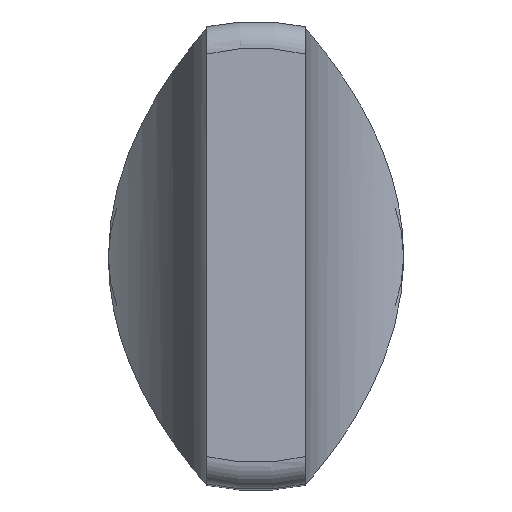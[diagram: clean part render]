
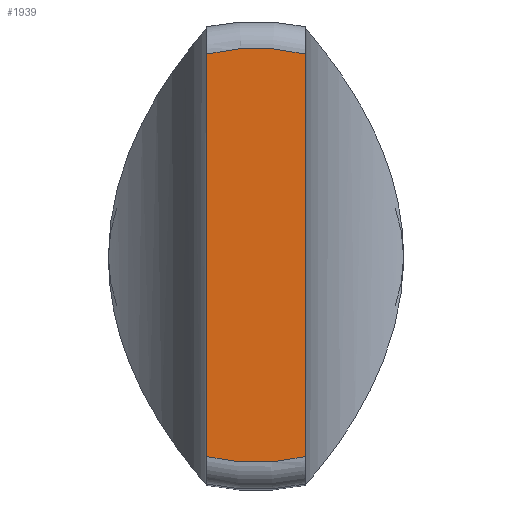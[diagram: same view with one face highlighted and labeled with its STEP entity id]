
A CAD part, top view. The second image highlights one B-rep face of the part: STEP entity #1939.
In plain terms, the highlighted planar face has unit normal (0, 0, 1).
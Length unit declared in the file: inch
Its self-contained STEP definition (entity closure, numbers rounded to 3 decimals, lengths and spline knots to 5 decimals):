
#29 = VERTEX_POINT ( 'NONE', #2829 ) ;
#106 = CARTESIAN_POINT ( 'NONE',  ( 0.023, -0.09411, 0.1875 ) ) ;
#170 = DIRECTION ( 'NONE',  ( 1., 0., 0. ) ) ;
#186 = LINE ( 'NONE', #2128, #1622 ) ;
#249 = AXIS2_PLACEMENT_3D ( 'NONE', #822, #602, #2607 ) ;
#300 = CIRCLE ( 'NONE', #1752, 0.09687 ) ;
#337 = DIRECTION ( 'NONE',  ( 0., -1., 0. ) ) ;
#384 = EDGE_CURVE ( 'NONE', #1259, #1715, #2525, .T. ) ;
#488 = EDGE_CURVE ( 'NONE', #29, #2424, #300, .T. ) ;
#541 = CARTESIAN_POINT ( 'NONE',  ( 0.023, 0.09411, 0.1875 ) ) ;
#573 = CARTESIAN_POINT ( 'NONE',  ( -0.023, 0.09687, 0.1875 ) ) ;
#602 = DIRECTION ( 'NONE',  ( 0., 0., -1. ) ) ;
#667 = DIRECTION ( 'NONE',  ( 0., 0., 1. ) ) ;
#680 = CARTESIAN_POINT ( 'NONE',  ( 0., 0., 0.1875 ) ) ;
#822 = CARTESIAN_POINT ( 'NONE',  ( 0., 0.09687, 0.1875 ) ) ;
#903 = CARTESIAN_POINT ( 'NONE',  ( -0.023, 0.09411, 0.1875 ) ) ;
#913 = VECTOR ( 'NONE', #337, 39.37008 ) ;
#973 = DIRECTION ( 'NONE',  ( 1., 0., 0. ) ) ;
#984 = EDGE_LOOP ( 'NONE', ( #2333, #2214, #1101, #2815 ) ) ;
#1101 = ORIENTED_EDGE ( 'NONE', *, *, #488, .T. ) ;
#1164 = AXIS2_PLACEMENT_3D ( 'NONE', #2409, #2821, #973 ) ;
#1259 = VERTEX_POINT ( 'NONE', #541 ) ;
#1362 = PLANE ( 'NONE',  #249 ) ;
#1576 = FACE_OUTER_BOUND ( 'NONE', #984, .T. ) ;
#1622 = VECTOR ( 'NONE', #1649, 39.37008 ) ;
#1649 = DIRECTION ( 'NONE',  ( 0., 1., 0. ) ) ;
#1711 = LINE ( 'NONE', #573, #913 ) ;
#1715 = VERTEX_POINT ( 'NONE', #903 ) ;
#1746 = EDGE_CURVE ( 'NONE', #2424, #1259, #186, .T. ) ;
#1752 = AXIS2_PLACEMENT_3D ( 'NONE', #680, #667, #170 ) ;
#1939 = ADVANCED_FACE ( 'NONE', ( #1576 ), #1362, .F. ) ;
#1970 = EDGE_CURVE ( 'NONE', #1715, #29, #1711, .T. ) ;
#2128 = CARTESIAN_POINT ( 'NONE',  ( 0.023, 0.09687, 0.1875 ) ) ;
#2214 = ORIENTED_EDGE ( 'NONE', *, *, #1970, .T. ) ;
#2333 = ORIENTED_EDGE ( 'NONE', *, *, #384, .T. ) ;
#2409 = CARTESIAN_POINT ( 'NONE',  ( 0., 0., 0.1875 ) ) ;
#2424 = VERTEX_POINT ( 'NONE', #106 ) ;
#2525 = CIRCLE ( 'NONE', #1164, 0.09687 ) ;
#2607 = DIRECTION ( 'NONE',  ( -1., 0., 0. ) ) ;
#2815 = ORIENTED_EDGE ( 'NONE', *, *, #1746, .T. ) ;
#2821 = DIRECTION ( 'NONE',  ( 0., 0., 1. ) ) ;
#2829 = CARTESIAN_POINT ( 'NONE',  ( -0.023, -0.09411, 0.1875 ) ) ;
